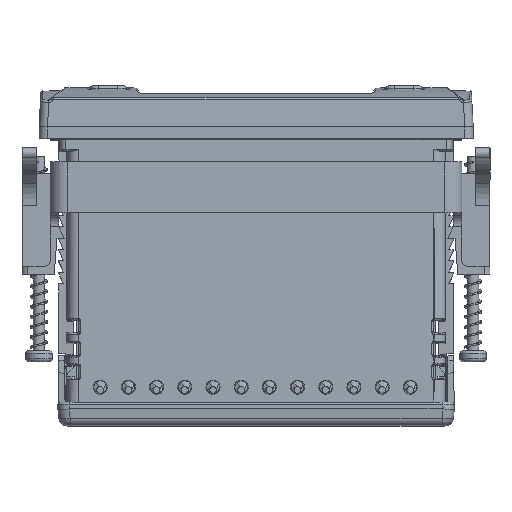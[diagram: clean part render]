
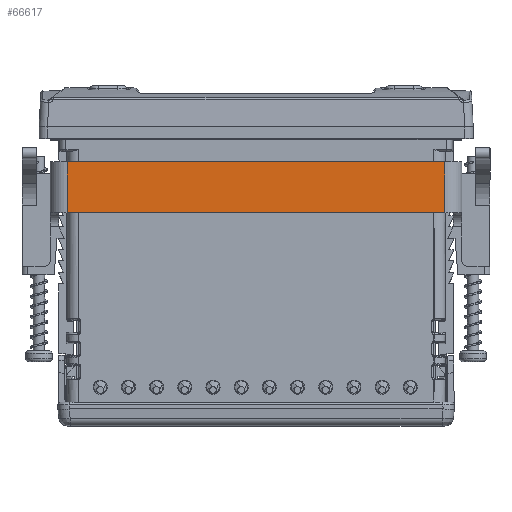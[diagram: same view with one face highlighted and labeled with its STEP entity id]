
A CAD part, top view. The second image highlights one B-rep face of the part: STEP entity #66617.
In plain terms, the highlighted planar face has unit normal (0, 0, 1).
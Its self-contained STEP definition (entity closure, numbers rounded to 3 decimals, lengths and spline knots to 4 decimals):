
#2173=PLANE('',#70689);
#4558=FACE_OUTER_BOUND('',#8324,.T.);
#8324=EDGE_LOOP('',(#45614,#45615,#45616,#45617));
#15246=LINE('',#114382,#21561);
#15251=LINE('',#114401,#21566);
#15253=LINE('',#114407,#21568);
#15254=LINE('',#114408,#21569);
#21561=VECTOR('',#78241,2.6378);
#21566=VECTOR('',#78256,0.3543);
#21568=VECTOR('',#78262,0.3543);
#21569=VECTOR('',#78263,2.6378);
#28084=VERTEX_POINT('',#114368);
#28090=VERTEX_POINT('',#114380);
#28099=VERTEX_POINT('',#114400);
#28101=VERTEX_POINT('',#114406);
#34730=EDGE_CURVE('',#28084,#28090,#15246,.T.);
#34739=EDGE_CURVE('',#28099,#28084,#15251,.T.);
#34742=EDGE_CURVE('',#28090,#28101,#15253,.T.);
#34743=EDGE_CURVE('',#28099,#28101,#15254,.T.);
#45614=ORIENTED_EDGE('',*,*,#34730,.T.);
#45615=ORIENTED_EDGE('',*,*,#34742,.T.);
#45616=ORIENTED_EDGE('',*,*,#34743,.F.);
#45617=ORIENTED_EDGE('',*,*,#34739,.T.);
#66617=ADVANCED_FACE('',(#4558),#2173,.T.);
#70689=AXIS2_PLACEMENT_3D('',#114405,#78260,#78261);
#78241=DIRECTION('',(-1.,0.,0.));
#78256=DIRECTION('',(0.,1.,0.));
#78260=DIRECTION('center_axis',(0.,0.,
1.));
#78261=DIRECTION('ref_axis',(-1.,0.,0.));
#78262=DIRECTION('',(0.,-1.,0.));
#78263=DIRECTION('',(-1.,0.,0.));
#114368=CARTESIAN_POINT('',(1.3181,-0.2432,0.6134));
#114380=CARTESIAN_POINT('',(-1.3197,-0.2432,0.6134));
#114382=CARTESIAN_POINT('',(1.3181,-0.2432,0.6134));
#114400=CARTESIAN_POINT('',(1.3181,-0.5976,0.6134));
#114401=CARTESIAN_POINT('',(1.3181,-0.5976,0.6134));
#114405=CARTESIAN_POINT('Origin',(1.3184,-0.2429,0.6134));
#114406=CARTESIAN_POINT('',(-1.3197,-0.5976,0.6134));
#114407=CARTESIAN_POINT('',(-1.3197,-0.2432,0.6134));
#114408=CARTESIAN_POINT('',(1.3181,-0.5976,0.6134));
